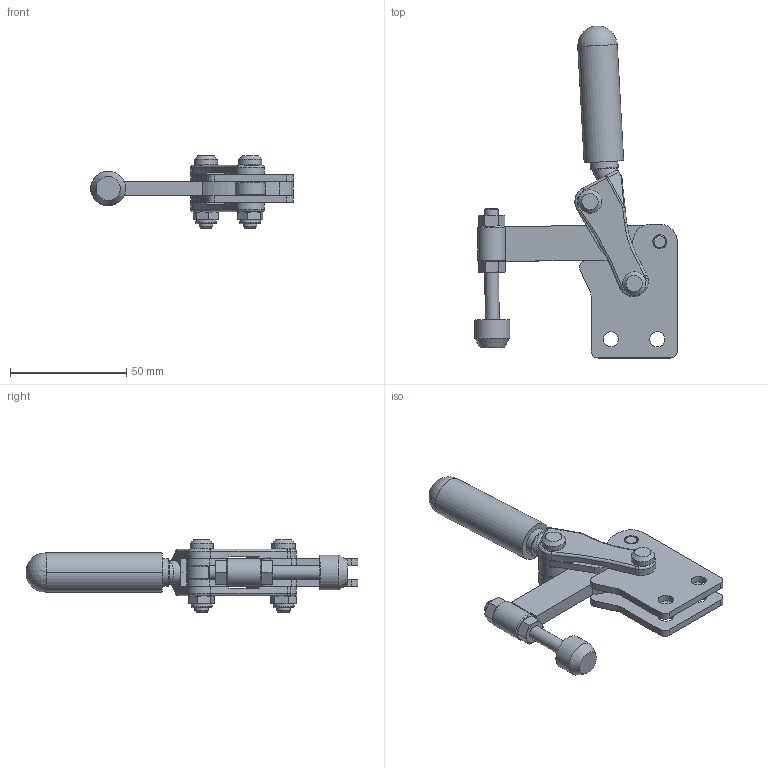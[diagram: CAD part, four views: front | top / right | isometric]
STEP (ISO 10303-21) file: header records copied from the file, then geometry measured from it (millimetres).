
FILE_DESCRIPTION(/* description */ (''),/* implementation_level */ '2;1');
FILE_NAME(/* name */ 'M34-2.stp',/* time_stamp */ '2022-01-21T17:17:22+03:00',/* author */ (''),/* organization */ (''),/* preprocessor_version */ 'ST-DEVELOPER v16',/* originating_system */ 'SIEMENS PLM Software NX 11.0',/* authorisation */ '');
FILE_SCHEMA (('AUTOMOTIVE_DESIGN { 1 0 10303 214 3 1 1 1 }'));
Length unit declared in the file: millimetre
Products named in the file (14): M34-2_13 - Celik Kol; M34-2_08 - Fiberli Somun; M34-2_10 - Tirtilli Montaj Civatasi; M34-2_10 - Baski Civatasi; M34-2_11 - Somun; M34-2_09 - Burc; M34-2_05 - Tirnak; M34-2_02 - Govde; M34-2_04 - Baski lamasi; M34-2_07 - Ara halka; M34-2_01 - Ayak; M34-2_03 - Kol; M34-2_06 - Tirtilli pim; M34-2_
Assembly tree (20 placements, depth 2):
  M34-2_
    M34-2_06 - Tirtilli pim  x2
    M34-2_03 - Kol
    M34-2_01 - Ayak  x2
    M34-2_07 - Ara halka  x2
    M34-2_04 - Baski lamasi
    M34-2_02 - Govde
    M34-2_05 - Tirnak  x2
    M34-2_09 - Burc
    M34-2_11 - Somun  x2
    M34-2_10 - Baski Civatasi
    M34-2_10 - Tirtilli Montaj Civatasi  x2
    M34-2_08 - Fiberli Somun  x2
    M34-2_13 - Celik Kol
Bounding box: 87.09 x 142.69 x 31 mm (x, y, z)
Volume: 51900.4 mm3; surface area: 34095.2 mm2
Topology: 21 solids, 22 shells, 342 faces, 769 edges, 475 vertices
Faces by surface type: plane 127, cylinder 105, cone 85, torus 14, sphere 9, bspline 2
Full cylindrical faces by diameter (mm): 4.917 x2, 5 x2, 5.795 x2, 6 x9, 6.05 x10, 6.15 x4, 6.3 x2, 6.5 x5, 8.5 x1, 9 x2, 10 x4, 11.6 x1, 12 x2, 13 x3, 15 x1
Entity records: 6610 total; most frequent: CARTESIAN_POINT 1178, DIRECTION 1150, ORIENTED_EDGE 908, AXIS2_PLACEMENT_3D 490, EDGE_CURVE 454, EDGE_LOOP 338, VERTEX_POINT 312, ADVANCED_FACE 237
